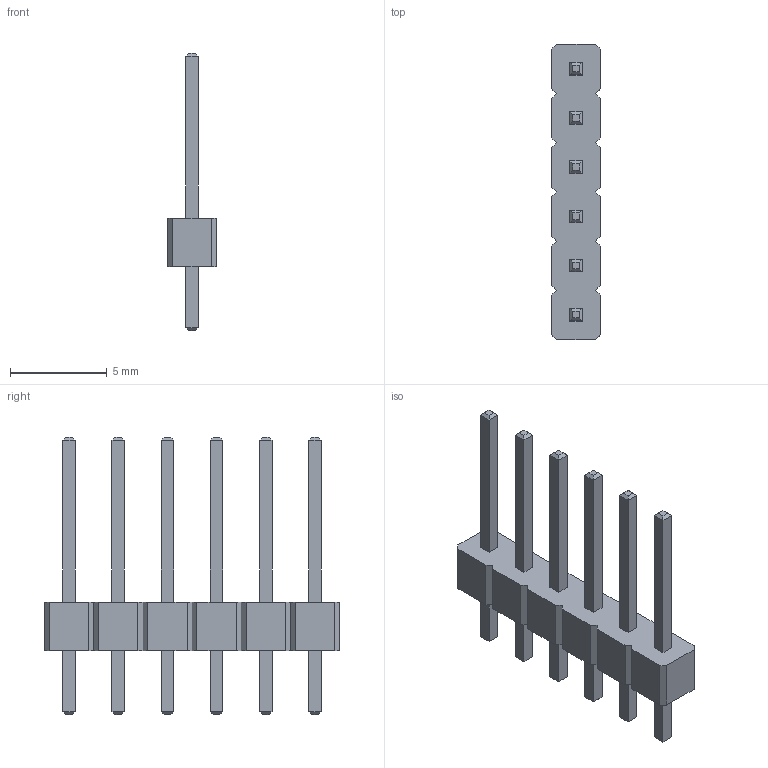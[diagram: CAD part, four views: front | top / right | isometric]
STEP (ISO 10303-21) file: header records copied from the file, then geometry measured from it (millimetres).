
FILE_DESCRIPTION(('FreeCAD Model'),'2;1');
FILE_NAME('./generated_pinheaders//PinHeader_Straight_1x06x2.54mm.step', '2016-10-11T16:31:36',('Author'),(''), 'Open CASCADE STEP processor 6.8','FreeCAD','Unknown');
FILE_SCHEMA(('AUTOMOTIVE_DESIGN_CC2 { 1 2 10303 214 -1 1 5 4 }'));
Length unit declared in the file: millimetre
Products named in the file (2): ASSEMBLY; PinHeader_Straight_1x06x254mm
Assembly tree (1 placements, depth 2):
  ASSEMBLY
    PinHeader_Straight_1x06x254mm
Bounding box: 2.5 x 15.24 x 14.3 mm (x, y, z)
Volume: 122.1 mm3; surface area: 345.2 mm2
Topology: 1 solids, 1 shells, 148 faces, 354 edges, 220 vertices
Faces by surface type: plane 148
Entity records: 9707 total; most frequent: CARTESIAN_POINT 1528, DIRECTION 1266, LINE 966, VECTOR 966, ORIENTED_EDGE 708, PCURVE 708, DEFINITIONAL_REPRESENTATION 708, EDGE_CURVE 354
